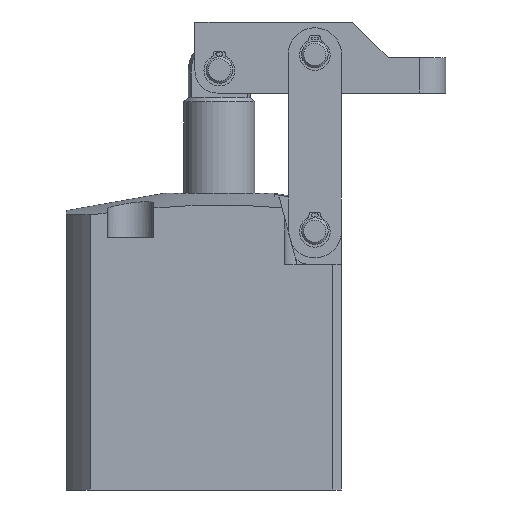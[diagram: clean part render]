
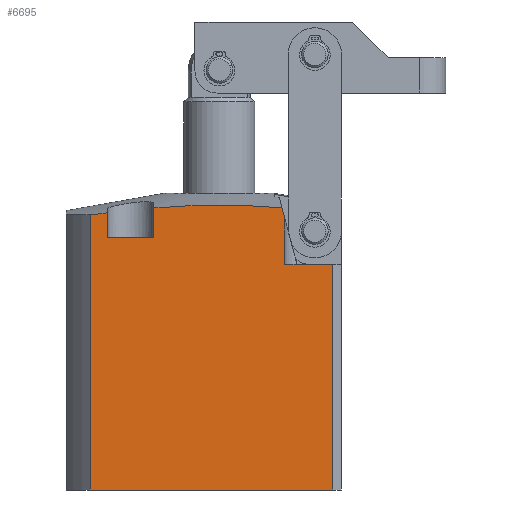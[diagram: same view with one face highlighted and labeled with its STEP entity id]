
A CAD part, front view. The second image highlights one B-rep face of the part: STEP entity #6695.
In plain terms, the highlighted planar face has unit normal (0, -1, 0).
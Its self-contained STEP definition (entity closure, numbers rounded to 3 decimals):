
#53 = ORIENTED_EDGE ( 'NONE', *, *, #5782, .F. ) ;
#54 = ORIENTED_EDGE ( 'NONE', *, *, #2808, .T. ) ;
#64 = ORIENTED_EDGE ( 'NONE', *, *, #5784, .T. ) ;
#894 = B_SPLINE_CURVE_WITH_KNOTS ( 'NONE', 3,
 ( #2095, #1919, #2017, #1999, #1868, #1864, #2085, #1997, #1890, #2003 ),
 .UNSPECIFIED., .F., .F.,
 ( 4, 2, 2, 2, 4 ),
 ( 0.103, 0.11, 0.117, 0.124, 0.132 ),
 .UNSPECIFIED. ) ;
#898 = B_SPLINE_CURVE_WITH_KNOTS ( 'NONE', 3,
 ( #2075, #1862, #2038, #1887 ),
 .UNSPECIFIED., .F., .F.,
 ( 4, 4 ),
 ( 0.142, 0.146 ),
 .UNSPECIFIED. ) ;
#1862 = CARTESIAN_POINT ( 'NONE',  ( -26.517, -27.5, 20.47 ) ) ;
#1864 = CARTESIAN_POINT ( 'NONE',  ( -2.75, -27.5, 22.349 ) ) ;
#1868 = CARTESIAN_POINT ( 'NONE',  ( 2.055, -27.5, 22.36 ) ) ;
#1887 = CARTESIAN_POINT ( 'NONE',  ( -29.047, -27.5, 20.151 ) ) ;
#1890 = CARTESIAN_POINT ( 'NONE',  ( -12.352, -27.5, 21.902 ) ) ;
#1919 = CARTESIAN_POINT ( 'NONE',  ( 11.676, -27.5, 21.95 ) ) ;
#1997 = CARTESIAN_POINT ( 'NONE',  ( -9.952, -27.5, 22.063 ) ) ;
#1999 = CARTESIAN_POINT ( 'NONE',  ( 4.459, -27.5, 22.309 ) ) ;
#2003 = CARTESIAN_POINT ( 'NONE',  ( -14.75, -27.5, 21.702 ) ) ;
#2017 = CARTESIAN_POINT ( 'NONE',  ( 9.269, -27.5, 22.104 ) ) ;
#2038 = CARTESIAN_POINT ( 'NONE',  ( -27.782, -27.5, 20.313 ) ) ;
#2075 = CARTESIAN_POINT ( 'NONE',  ( -25.25, -27.5, 20.621 ) ) ;
#2085 = CARTESIAN_POINT ( 'NONE',  ( -5.152, -27.5, 22.288 ) ) ;
#2095 = CARTESIAN_POINT ( 'NONE',  ( 14.082, -27.5, 21.756 ) ) ;
#2808 = EDGE_CURVE ( 'NONE', #5942, #5943, #894, .T. ) ;
#2813 = EDGE_CURVE ( 'NONE', #5901, #5907, #898, .T. ) ;
#3137 = ORIENTED_EDGE ( 'NONE', *, *, #2813, .T. ) ;
#3139 = ORIENTED_EDGE ( 'NONE', *, *, #5803, .F. ) ;
#3142 = ORIENTED_EDGE ( 'NONE', *, *, #5812, .T. ) ;
#3143 = ORIENTED_EDGE ( 'NONE', *, *, #5809, .F. ) ;
#3144 = ORIENTED_EDGE ( 'NONE', *, *, #5894, .T. ) ;
#3145 = ORIENTED_EDGE ( 'NONE', *, *, #5835, .T. ) ;
#3153 = ORIENTED_EDGE ( 'NONE', *, *, #5836, .T. ) ;
#3174 = ORIENTED_EDGE ( 'NONE', *, *, #5792, .F. ) ;
#4670 = CARTESIAN_POINT ( 'NONE',  ( -29.047, -27.5, -41.8 ) ) ;
#4674 = CARTESIAN_POINT ( 'NONE',  ( 14.75, -27.5, 9. ) ) ;
#4678 = CARTESIAN_POINT ( 'NONE',  ( 25.5, -27.5, 9. ) ) ;
#4682 = CARTESIAN_POINT ( 'NONE',  ( -25.25, -27.5, 15. ) ) ;
#4687 = CARTESIAN_POINT ( 'NONE',  ( 14.75, -27.5, 19.263 ) ) ;
#4689 = CARTESIAN_POINT ( 'NONE',  ( -14.75, -27.5, 15. ) ) ;
#4690 = CARTESIAN_POINT ( 'NONE',  ( 25.5, -27.5, -41.8 ) ) ;
#4734 = CARTESIAN_POINT ( 'NONE',  ( -14.75, -27.5, 21.702 ) ) ;
#4735 = CARTESIAN_POINT ( 'NONE',  ( 14.082, -27.5, 21.756 ) ) ;
#4769 = CARTESIAN_POINT ( 'NONE',  ( -29.047, -27.5, 20.151 ) ) ;
#4773 = CARTESIAN_POINT ( 'NONE',  ( -25.25, -27.5, 20.621 ) ) ;
#4789 = DIRECTION ( 'NONE',  ( 0., 0., 1. ) ) ;
#4790 = CARTESIAN_POINT ( 'NONE',  ( 25.5, -27.5, 9. ) ) ;
#4984 = DIRECTION ( 'NONE',  ( 0., 0., 1. ) ) ;
#4986 = CARTESIAN_POINT ( 'NONE',  ( -25.25, -27.5, 15. ) ) ;
#4987 = DIRECTION ( 'NONE',  ( -1., 0., 0. ) ) ;
#4993 = CARTESIAN_POINT ( 'NONE',  ( 0., -27.5, 9. ) ) ;
#5782 = EDGE_CURVE ( 'NONE', #6336, #5943, #6786, .T. ) ;
#5784 = EDGE_CURVE ( 'NONE', #5907, #6369, #6793, .T. ) ;
#5792 = EDGE_CURVE ( 'NONE', #6348, #6336, #6801, .T. ) ;
#5803 = EDGE_CURVE ( 'NONE', #5942, #6340, #6820, .T. ) ;
#5809 = EDGE_CURVE ( 'NONE', #6334, #6369, #6835, .T. ) ;
#5812 = EDGE_CURVE ( 'NONE', #6362, #6340, #6840, .T. ) ;
#5835 = EDGE_CURVE ( 'NONE', #6356, #6362, #6871, .T. ) ;
#5836 = EDGE_CURVE ( 'NONE', #6348, #5901, #6882, .T. ) ;
#5894 = EDGE_CURVE ( 'NONE', #6334, #6356, #6974, .T. ) ;
#5901 = VERTEX_POINT ( 'NONE', #4773 ) ;
#5907 = VERTEX_POINT ( 'NONE', #4769 ) ;
#5942 = VERTEX_POINT ( 'NONE', #4735 ) ;
#5943 = VERTEX_POINT ( 'NONE', #4734 ) ;
#6334 = VERTEX_POINT ( 'NONE', #4690 ) ;
#6336 = VERTEX_POINT ( 'NONE', #4689 ) ;
#6340 = VERTEX_POINT ( 'NONE', #4687 ) ;
#6348 = VERTEX_POINT ( 'NONE', #4682 ) ;
#6356 = VERTEX_POINT ( 'NONE', #4678 ) ;
#6362 = VERTEX_POINT ( 'NONE', #4674 ) ;
#6369 = VERTEX_POINT ( 'NONE', #4670 ) ;
#6695 = ADVANCED_FACE ( 'NONE', ( #7736 ), #8410, .F. ) ;
#6786 = LINE ( 'NONE', #7161, #6792 ) ;
#6792 = VECTOR ( 'NONE', #7157, 1000. ) ;
#6793 = LINE ( 'NONE', #7154, #6796 ) ;
#6796 = VECTOR ( 'NONE', #7151, 1000. ) ;
#6801 = LINE ( 'NONE', #7132, #6808 ) ;
#6808 = VECTOR ( 'NONE', #7137, 1000. ) ;
#6820 = LINE ( 'NONE', #7109, #6827 ) ;
#6827 = VECTOR ( 'NONE', #7095, 1000. ) ;
#6835 = LINE ( 'NONE', #7316, #6838 ) ;
#6838 = VECTOR ( 'NONE', #7498, 1000. ) ;
#6840 = LINE ( 'NONE', #7325, #6842 ) ;
#6842 = VECTOR ( 'NONE', #7512, 1000. ) ;
#6871 = LINE ( 'NONE', #4993, #6883 ) ;
#6882 = LINE ( 'NONE', #4986, #6885 ) ;
#6883 = VECTOR ( 'NONE', #4987, 1000. ) ;
#6885 = VECTOR ( 'NONE', #4984, 1000. ) ;
#6974 = LINE ( 'NONE', #4790, #6977 ) ;
#6977 = VECTOR ( 'NONE', #4789, 1000. ) ;
#7095 = DIRECTION ( 'NONE',  ( 0.259, 0., -0.966 ) ) ;
#7109 = CARTESIAN_POINT ( 'NONE',  ( 13.213, -27.5, 25. ) ) ;
#7132 = CARTESIAN_POINT ( 'NONE',  ( -25.25, -27.5, 15. ) ) ;
#7137 = DIRECTION ( 'NONE',  ( 1., 0., 0. ) ) ;
#7151 = DIRECTION ( 'NONE',  ( 0., 0., -1. ) ) ;
#7154 = CARTESIAN_POINT ( 'NONE',  ( -29.047, -27.5, 25. ) ) ;
#7157 = DIRECTION ( 'NONE',  ( 0., 0., 1. ) ) ;
#7161 = CARTESIAN_POINT ( 'NONE',  ( -14.75, -27.5, 15. ) ) ;
#7316 = CARTESIAN_POINT ( 'NONE',  ( 27.5, -27.5, -41.8 ) ) ;
#7325 = CARTESIAN_POINT ( 'NONE',  ( 14.75, -27.5, 9. ) ) ;
#7498 = DIRECTION ( 'NONE',  ( -1., 0., 0. ) ) ;
#7512 = DIRECTION ( 'NONE',  ( 0., 0., 1. ) ) ;
#7736 = FACE_OUTER_BOUND ( 'NONE', #7874, .T. ) ;
#7874 = EDGE_LOOP ( 'NONE', ( #3143, #3144, #3145, #3142, #3139, #54, #53, #3174, #3153, #3137, #64 ) ) ;
#8405 = DIRECTION ( 'NONE',  ( 0., 0., 1. ) ) ;
#8406 = DIRECTION ( 'NONE',  ( 0., 1., 0. ) ) ;
#8410 = PLANE ( 'NONE',  #9013 ) ;
#8417 = CARTESIAN_POINT ( 'NONE',  ( 0., -27.5, 25. ) ) ;
#9013 = AXIS2_PLACEMENT_3D ( 'NONE', #8417, #8406, #8405 ) ;
